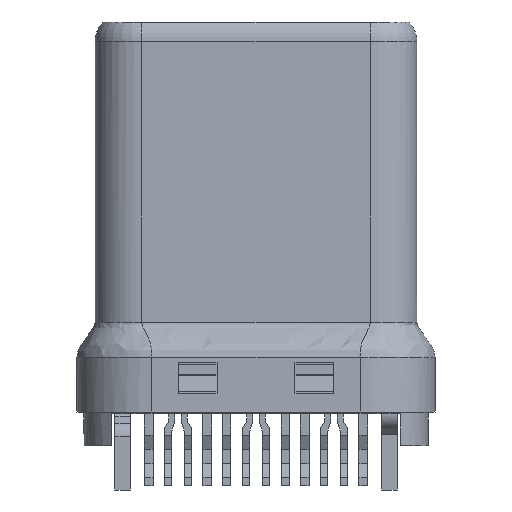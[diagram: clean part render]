
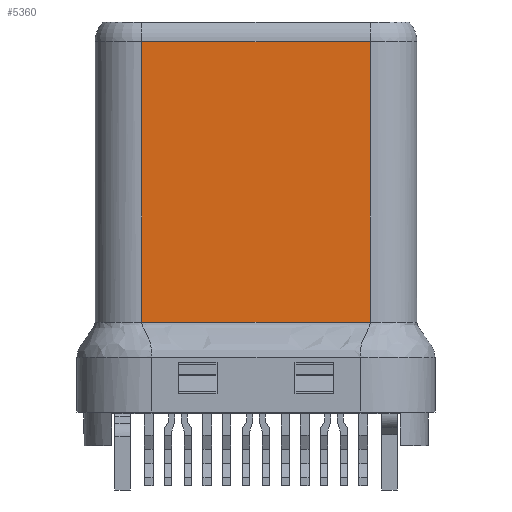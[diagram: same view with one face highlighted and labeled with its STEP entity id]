
A CAD part, front view. The second image highlights one B-rep face of the part: STEP entity #5360.
In plain terms, the highlighted planar face has unit normal (0, -1, 0).
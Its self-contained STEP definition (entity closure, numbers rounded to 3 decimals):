
#2120 = VECTOR ( 'NONE', #22704, 1000. ) ;
#2404 = EDGE_CURVE ( 'NONE', #20812, #8424, #9551, .T. ) ;
#2772 = ORIENTED_EDGE ( 'NONE', *, *, #19858, .F. ) ;
#3016 = CARTESIAN_POINT ( 'NONE',  ( 2.925, -1.2, 0. ) ) ;
#4020 = DIRECTION ( 'NONE',  ( -1., 0., 0. ) ) ;
#5360 = ADVANCED_FACE ( 'NONE', ( #21391 ), #21431, .F. ) ;
#5826 = VERTEX_POINT ( 'NONE', #12877 ) ;
#7824 = LINE ( 'NONE', #19550, #19746 ) ;
#8424 = VERTEX_POINT ( 'NONE', #20560 ) ;
#8524 = DIRECTION ( 'NONE',  ( 0., 0., 1. ) ) ;
#9551 = LINE ( 'NONE', #22499, #14210 ) ;
#12517 = ORIENTED_EDGE ( 'NONE', *, *, #13628, .F. ) ;
#12869 = EDGE_LOOP ( 'NONE', ( #2772, #15714, #18193, #12517 ) ) ;
#12877 = CARTESIAN_POINT ( 'NONE',  ( -2.925, -1.2, 7.2 ) ) ;
#13628 = EDGE_CURVE ( 'NONE', #5826, #16469, #20145, .T. ) ;
#14210 = VECTOR ( 'NONE', #4020, 1000. ) ;
#15173 = CARTESIAN_POINT ( 'NONE',  ( 2.925, -1.2, 0. ) ) ;
#15393 = DIRECTION ( 'NONE',  ( 1., 0., 0. ) ) ;
#15714 = ORIENTED_EDGE ( 'NONE', *, *, #2404, .F. ) ;
#15906 = DIRECTION ( 'NONE',  ( 0., 1., 0. ) ) ;
#15990 = AXIS2_PLACEMENT_3D ( 'NONE', #3016, #15906, #8524 ) ;
#16469 = VERTEX_POINT ( 'NONE', #23664 ) ;
#17814 = VECTOR ( 'NONE', #15393, 1000. ) ;
#17925 = DIRECTION ( 'NONE',  ( 0., 0., 1. ) ) ;
#18193 = ORIENTED_EDGE ( 'NONE', *, *, #22740, .F. ) ;
#19394 = CARTESIAN_POINT ( 'NONE',  ( 2.925, -1.2, 7.2 ) ) ;
#19550 = CARTESIAN_POINT ( 'NONE',  ( -2.925, -1.2, 0. ) ) ;
#19746 = VECTOR ( 'NONE', #17925, 1000. ) ;
#19858 = EDGE_CURVE ( 'NONE', #8424, #5826, #7824, .T. ) ;
#20145 = LINE ( 'NONE', #19394, #17814 ) ;
#20182 = CARTESIAN_POINT ( 'NONE',  ( 2.925, -1.2, 0. ) ) ;
#20560 = CARTESIAN_POINT ( 'NONE',  ( -2.925, -1.2, 0. ) ) ;
#20812 = VERTEX_POINT ( 'NONE', #20182 ) ;
#21391 = FACE_OUTER_BOUND ( 'NONE', #12869, .T. ) ;
#21431 = PLANE ( 'NONE',  #15990 ) ;
#22414 = LINE ( 'NONE', #15173, #2120 ) ;
#22499 = CARTESIAN_POINT ( 'NONE',  ( 2.925, -1.2, 0. ) ) ;
#22704 = DIRECTION ( 'NONE',  ( 0., 0., -1. ) ) ;
#22740 = EDGE_CURVE ( 'NONE', #16469, #20812, #22414, .T. ) ;
#23664 = CARTESIAN_POINT ( 'NONE',  ( 2.925, -1.2, 7.2 ) ) ;
